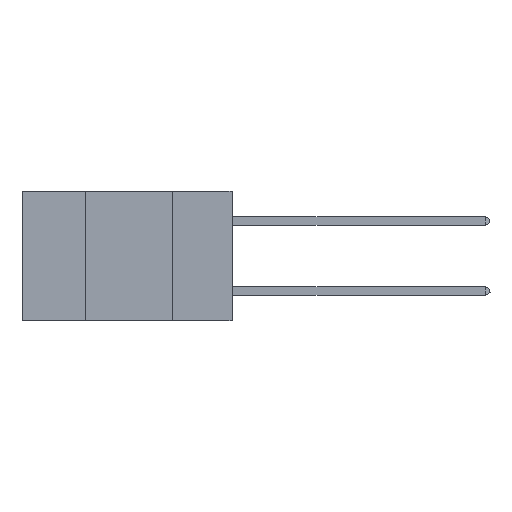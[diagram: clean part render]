
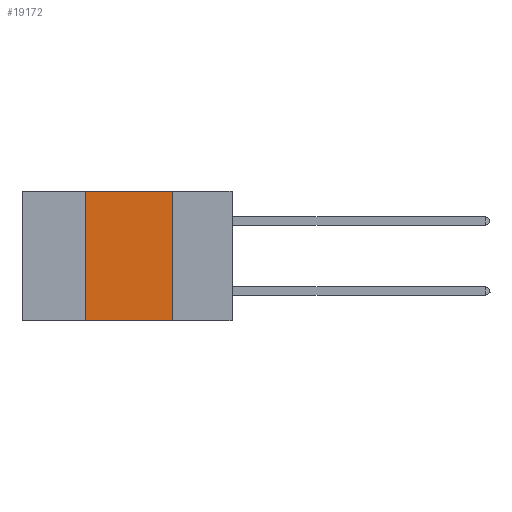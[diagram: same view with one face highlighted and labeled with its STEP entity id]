
A CAD part, left-side view. The second image highlights one B-rep face of the part: STEP entity #19172.
In plain terms, the highlighted planar face has unit normal (-1, 0, 0).
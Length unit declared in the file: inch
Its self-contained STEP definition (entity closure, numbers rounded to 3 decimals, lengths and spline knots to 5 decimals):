
#492 = PLANE ( 'NONE',  #17702 ) ;
#784 = CARTESIAN_POINT ( 'NONE',  ( 0., 0.6, -0.37 ) ) ;
#1134 = LINE ( 'NONE', #19353, #1424 ) ;
#1424 = VECTOR ( 'NONE', #16083, 39.37008 ) ;
#1702 = EDGE_CURVE ( 'NONE', #20287, #9168, #14003, .T. ) ;
#2074 = EDGE_LOOP ( 'NONE', ( #10263, #6112, #7466, #13231 ) ) ;
#2213 = DIRECTION ( 'NONE',  ( 1., 0., 0. ) ) ;
#2270 = VERTEX_POINT ( 'NONE', #5935 ) ;
#2639 = LINE ( 'NONE', #19889, #15653 ) ;
#5205 = EDGE_CURVE ( 'NONE', #12126, #2270, #21313, .T. ) ;
#5935 = CARTESIAN_POINT ( 'NONE',  ( 0., 0.17, 0. ) ) ;
#6112 = ORIENTED_EDGE ( 'NONE', *, *, #5205, .F. ) ;
#7466 = ORIENTED_EDGE ( 'NONE', *, *, #8618, .F. ) ;
#8618 = EDGE_CURVE ( 'NONE', #20287, #12126, #1134, .T. ) ;
#9168 = VERTEX_POINT ( 'NONE', #9560 ) ;
#9448 = VECTOR ( 'NONE', #17450, 39.37008 ) ;
#9560 = CARTESIAN_POINT ( 'NONE',  ( 0., 0.17, -0.37 ) ) ;
#10263 = ORIENTED_EDGE ( 'NONE', *, *, #16840, .F. ) ;
#10727 = DIRECTION ( 'NONE',  ( 0., 0., -1. ) ) ;
#12126 = VERTEX_POINT ( 'NONE', #12734 ) ;
#12734 = CARTESIAN_POINT ( 'NONE',  ( 0., 0.42, 0. ) ) ;
#13231 = ORIENTED_EDGE ( 'NONE', *, *, #1702, .T. ) ;
#14003 = LINE ( 'NONE', #784, #9448 ) ;
#14279 = CARTESIAN_POINT ( 'NONE',  ( 0., 0.42, -0.37 ) ) ;
#15653 = VECTOR ( 'NONE', #21817, 39.37008 ) ;
#16083 = DIRECTION ( 'NONE',  ( 0., 0., 1. ) ) ;
#16342 = FACE_OUTER_BOUND ( 'NONE', #2074, .T. ) ;
#16840 = EDGE_CURVE ( 'NONE', #2270, #9168, #2639, .T. ) ;
#17450 = DIRECTION ( 'NONE',  ( 0., -1., 0. ) ) ;
#17702 = AXIS2_PLACEMENT_3D ( 'NONE', #17766, #2213, #10727 ) ;
#17766 = CARTESIAN_POINT ( 'NONE',  ( 0., 0.6, 0. ) ) ;
#18643 = VECTOR ( 'NONE', #21578, 39.37008 ) ;
#19172 = ADVANCED_FACE ( 'NONE', ( #16342 ), #492, .F. ) ;
#19353 = CARTESIAN_POINT ( 'NONE',  ( 0., 0.42, 0. ) ) ;
#19889 = CARTESIAN_POINT ( 'NONE',  ( 0., 0.17, 0. ) ) ;
#20287 = VERTEX_POINT ( 'NONE', #14279 ) ;
#20390 = CARTESIAN_POINT ( 'NONE',  ( 0., 0.6, 0. ) ) ;
#21313 = LINE ( 'NONE', #20390, #18643 ) ;
#21578 = DIRECTION ( 'NONE',  ( 0., -1., 0. ) ) ;
#21817 = DIRECTION ( 'NONE',  ( 0., 0., -1. ) ) ;
